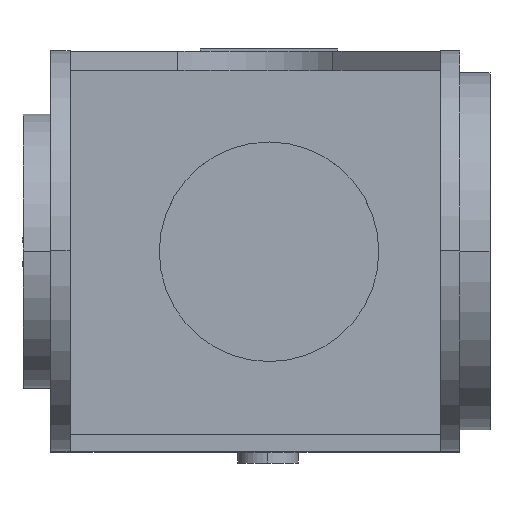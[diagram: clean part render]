
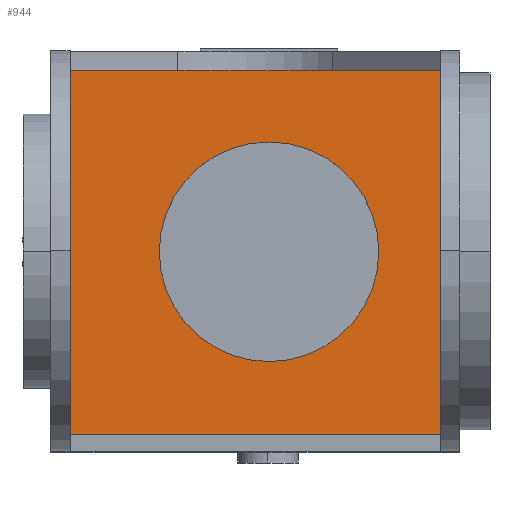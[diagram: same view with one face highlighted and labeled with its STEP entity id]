
A CAD part, top view. The second image highlights one B-rep face of the part: STEP entity #944.
In plain terms, the highlighted planar face has unit normal (0, 0, 1).
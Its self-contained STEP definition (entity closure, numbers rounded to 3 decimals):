
#27 = DIRECTION ( 'NONE',  ( 0., 0., -1. ) ) ;
#71 = ORIENTED_EDGE ( 'NONE', *, *, #1754, .T. ) ;
#80 = DIRECTION ( 'NONE',  ( -1., 0., 0. ) ) ;
#171 = AXIS2_PLACEMENT_3D ( 'NONE', #2092, #1283, #922 ) ;
#192 = CARTESIAN_POINT ( 'NONE',  ( 62.5, 66., 38. ) ) ;
#223 = DIRECTION ( 'NONE',  ( 0., 0., -1. ) ) ;
#277 = CIRCLE ( 'NONE', #584, 40. ) ;
#282 = VECTOR ( 'NONE', #750, 1000. ) ;
#293 = ORIENTED_EDGE ( 'NONE', *, *, #1521, .F. ) ;
#385 = CARTESIAN_POINT ( 'NONE',  ( 40., 0., 38. ) ) ;
#437 = LINE ( 'NONE', #1583, #282 ) ;
#472 = ORIENTED_EDGE ( 'NONE', *, *, #1141, .T. ) ;
#554 = ORIENTED_EDGE ( 'NONE', *, *, #2033, .F. ) ;
#584 = AXIS2_PLACEMENT_3D ( 'NONE', #1379, #223, #80 ) ;
#661 = FACE_BOUND ( 'NONE', #712, .T. ) ;
#693 = VERTEX_POINT ( 'NONE', #1538 ) ;
#701 = EDGE_CURVE ( 'NONE', #1593, #1598, #277, .T. ) ;
#712 = EDGE_LOOP ( 'NONE', ( #1869, #472 ) ) ;
#750 = DIRECTION ( 'NONE',  ( 1., 0., 0. ) ) ;
#830 = CARTESIAN_POINT ( 'NONE',  ( 62.5, -66.734, 38. ) ) ;
#838 = EDGE_LOOP ( 'NONE', ( #293, #71, #554, #848 ) ) ;
#848 = ORIENTED_EDGE ( 'NONE', *, *, #1562, .F. ) ;
#857 = VECTOR ( 'NONE', #1301, 1000. ) ;
#922 = DIRECTION ( 'NONE',  ( -1., 0., 0. ) ) ;
#944 = ADVANCED_FACE ( 'NONE', ( #661, #1147 ), #1665, .F. ) ;
#989 = CIRCLE ( 'NONE', #171, 40. ) ;
#1067 = CARTESIAN_POINT ( 'NONE',  ( -72.5, 66., 38. ) ) ;
#1087 = CARTESIAN_POINT ( 'NONE',  ( 62.5, 66., 38. ) ) ;
#1141 = EDGE_CURVE ( 'NONE', #1598, #1593, #989, .T. ) ;
#1147 = FACE_OUTER_BOUND ( 'NONE', #838, .T. ) ;
#1219 = LINE ( 'NONE', #1067, #1543 ) ;
#1232 = DIRECTION ( 'NONE',  ( 0., -1., 0. ) ) ;
#1283 = DIRECTION ( 'NONE',  ( 0., 0., -1. ) ) ;
#1301 = DIRECTION ( 'NONE',  ( -1., 0., 0. ) ) ;
#1319 = DIRECTION ( 'NONE',  ( 0., -1., 0. ) ) ;
#1356 = CARTESIAN_POINT ( 'NONE',  ( -72.5, 66., 38. ) ) ;
#1379 = CARTESIAN_POINT ( 'NONE',  ( 0., 0., 38. ) ) ;
#1386 = VERTEX_POINT ( 'NONE', #1356 ) ;
#1440 = VECTOR ( 'NONE', #1232, 1000. ) ;
#1521 = EDGE_CURVE ( 'NONE', #1386, #1883, #437, .T. ) ;
#1538 = CARTESIAN_POINT ( 'NONE',  ( 62.5, -66.734, 38. ) ) ;
#1543 = VECTOR ( 'NONE', #1866, 1000. ) ;
#1562 = EDGE_CURVE ( 'NONE', #1883, #693, #1899, .T. ) ;
#1583 = CARTESIAN_POINT ( 'NONE',  ( -72.5, 66., 38. ) ) ;
#1589 = CARTESIAN_POINT ( 'NONE',  ( 62.5, 66., 38. ) ) ;
#1593 = VERTEX_POINT ( 'NONE', #1693 ) ;
#1598 = VERTEX_POINT ( 'NONE', #385 ) ;
#1657 = CARTESIAN_POINT ( 'NONE',  ( -72.5, -66.734, 38. ) ) ;
#1665 = PLANE ( 'NONE',  #1705 ) ;
#1693 = CARTESIAN_POINT ( 'NONE',  ( -40., 0., 38. ) ) ;
#1705 = AXIS2_PLACEMENT_3D ( 'NONE', #192, #27, #1319 ) ;
#1754 = EDGE_CURVE ( 'NONE', #1386, #2023, #1219, .T. ) ;
#1866 = DIRECTION ( 'NONE',  ( 0., -1., 0. ) ) ;
#1869 = ORIENTED_EDGE ( 'NONE', *, *, #701, .T. ) ;
#1883 = VERTEX_POINT ( 'NONE', #1589 ) ;
#1899 = LINE ( 'NONE', #1087, #1440 ) ;
#2023 = VERTEX_POINT ( 'NONE', #1657 ) ;
#2033 = EDGE_CURVE ( 'NONE', #693, #2023, #2106, .T. ) ;
#2092 = CARTESIAN_POINT ( 'NONE',  ( 0., 0., 38. ) ) ;
#2106 = LINE ( 'NONE', #830, #857 ) ;
